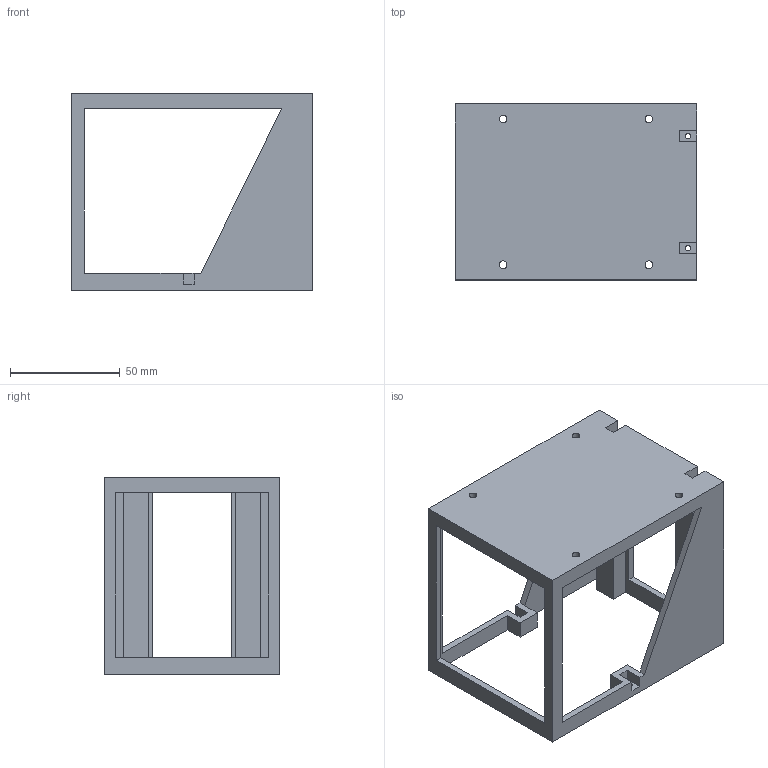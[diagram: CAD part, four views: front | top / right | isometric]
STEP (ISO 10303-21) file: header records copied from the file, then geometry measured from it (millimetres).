
FILE_DESCRIPTION(/* description */ (''),/* implementation_level */ '2;1');
FILE_NAME(/* name */ 'Crane_Cabin_top.step',/* time_stamp */ '2025-11-21T17:09:01+07:00',/* author */ (''),/* organization */ (''),/* preprocessor_version */ 'ST-DEVELOPER v20.1',/* originating_system */ 'Autodesk Translation Framework v14.21.0.0',/* authorisation */ '');
FILE_SCHEMA (('AUTOMOTIVE_DESIGN { 1 0 10303 214 3 1 1 }'));
Length unit declared in the file: millimetre
Products named in the file (1): Crane_Cabin
Bounding box: 110 x 80 x 90 mm (x, y, z)
Volume: 76931.5 mm3; surface area: 54911.6 mm2
Topology: 1 solids, 1 shells, 83 faces, 238 edges, 154 vertices
Faces by surface type: plane 75, cylinder 8
Full cylindrical faces by diameter (mm): 2.5 x4, 3.5 x4
Entity records: 2737 total; most frequent: ORIENTED_EDGE 476, CARTESIAN_POINT 476, DIRECTION 422, EDGE_CURVE 238, LINE 222, VECTOR 222, VERTEX_POINT 154, EDGE_LOOP 104
